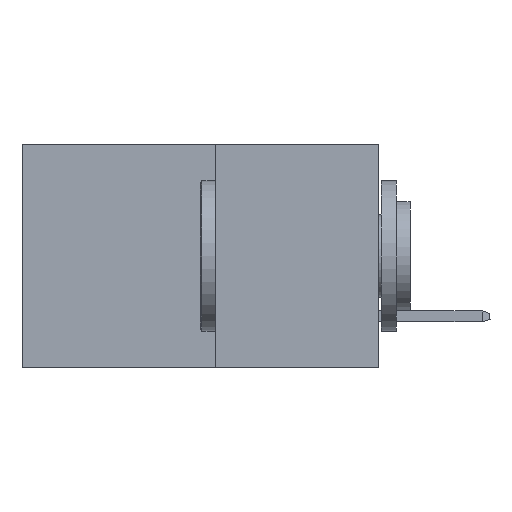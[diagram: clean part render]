
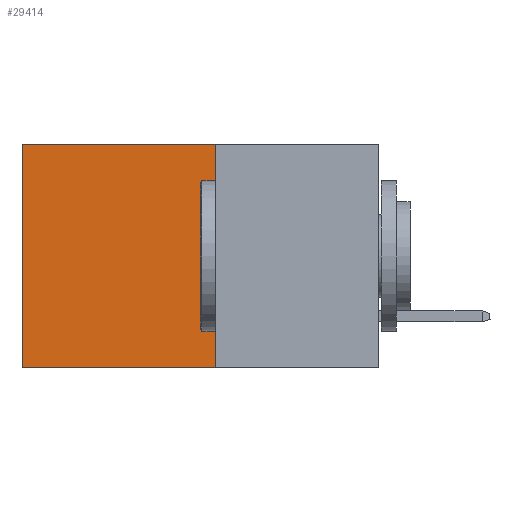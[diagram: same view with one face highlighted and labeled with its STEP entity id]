
A CAD part, left-side view. The second image highlights one B-rep face of the part: STEP entity #29414.
In plain terms, the highlighted planar face has unit normal (-1, 0, 0).
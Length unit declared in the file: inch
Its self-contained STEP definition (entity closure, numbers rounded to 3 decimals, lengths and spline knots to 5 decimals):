
#372 = LINE ( 'NONE', #28154, #31267 ) ;
#786 = PLANE ( 'NONE',  #5607 ) ;
#815 = EDGE_LOOP ( 'NONE', ( #2430, #8197, #8762, #17105 ) ) ;
#1649 = VECTOR ( 'NONE', #16269, 39.37008 ) ;
#2430 = ORIENTED_EDGE ( 'NONE', *, *, #10992, .T. ) ;
#3393 = DIRECTION ( 'NONE',  ( 1., 0., 0. ) ) ;
#5607 = AXIS2_PLACEMENT_3D ( 'NONE', #8214, #3393, #20586 ) ;
#6911 = VERTEX_POINT ( 'NONE', #15430 ) ;
#7605 = DIRECTION ( 'NONE',  ( 0., 0., -1. ) ) ;
#8197 = ORIENTED_EDGE ( 'NONE', *, *, #24245, .F. ) ;
#8214 = CARTESIAN_POINT ( 'NONE',  ( 0.277, 0.27, -0.37 ) ) ;
#8588 = VECTOR ( 'NONE', #11756, 39.37008 ) ;
#8762 = ORIENTED_EDGE ( 'NONE', *, *, #22257, .F. ) ;
#9295 = CARTESIAN_POINT ( 'NONE',  ( 0.277, 0.27, 0. ) ) ;
#10992 = EDGE_CURVE ( 'NONE', #19247, #6911, #15872, .T. ) ;
#11124 = DIRECTION ( 'NONE',  ( 0., 1., 0. ) ) ;
#11756 = DIRECTION ( 'NONE',  ( 0., 1., 0. ) ) ;
#15093 = VECTOR ( 'NONE', #7605, 39.37008 ) ;
#15430 = CARTESIAN_POINT ( 'NONE',  ( 0.277, 0.59, -0.37 ) ) ;
#15872 = LINE ( 'NONE', #27181, #15093 ) ;
#16269 = DIRECTION ( 'NONE',  ( 0., 0., -1. ) ) ;
#16938 = CARTESIAN_POINT ( 'NONE',  ( 0.277, 0.27, -0.37 ) ) ;
#17105 = ORIENTED_EDGE ( 'NONE', *, *, #31507, .T. ) ;
#17493 = FACE_OUTER_BOUND ( 'NONE', #815, .T. ) ;
#19247 = VERTEX_POINT ( 'NONE', #21310 ) ;
#20586 = DIRECTION ( 'NONE',  ( 0., 0., -1. ) ) ;
#21310 = CARTESIAN_POINT ( 'NONE',  ( 0.277, 0.59, 0. ) ) ;
#22257 = EDGE_CURVE ( 'NONE', #27552, #26854, #26194, .T. ) ;
#24245 = EDGE_CURVE ( 'NONE', #26854, #6911, #372, .T. ) ;
#24759 = CARTESIAN_POINT ( 'NONE',  ( 0.277, 0.27, 0. ) ) ;
#26194 = LINE ( 'NONE', #28338, #1649 ) ;
#26854 = VERTEX_POINT ( 'NONE', #16938 ) ;
#27181 = CARTESIAN_POINT ( 'NONE',  ( 0.277, 0.59, -0.37 ) ) ;
#27552 = VERTEX_POINT ( 'NONE', #24759 ) ;
#28050 = LINE ( 'NONE', #9295, #8588 ) ;
#28154 = CARTESIAN_POINT ( 'NONE',  ( 0.277, 0.27, -0.37 ) ) ;
#28338 = CARTESIAN_POINT ( 'NONE',  ( 0.277, 0.27, -0.37 ) ) ;
#29414 = ADVANCED_FACE ( 'NONE', ( #17493 ), #786, .F. ) ;
#31267 = VECTOR ( 'NONE', #11124, 39.37008 ) ;
#31507 = EDGE_CURVE ( 'NONE', #27552, #19247, #28050, .T. ) ;
